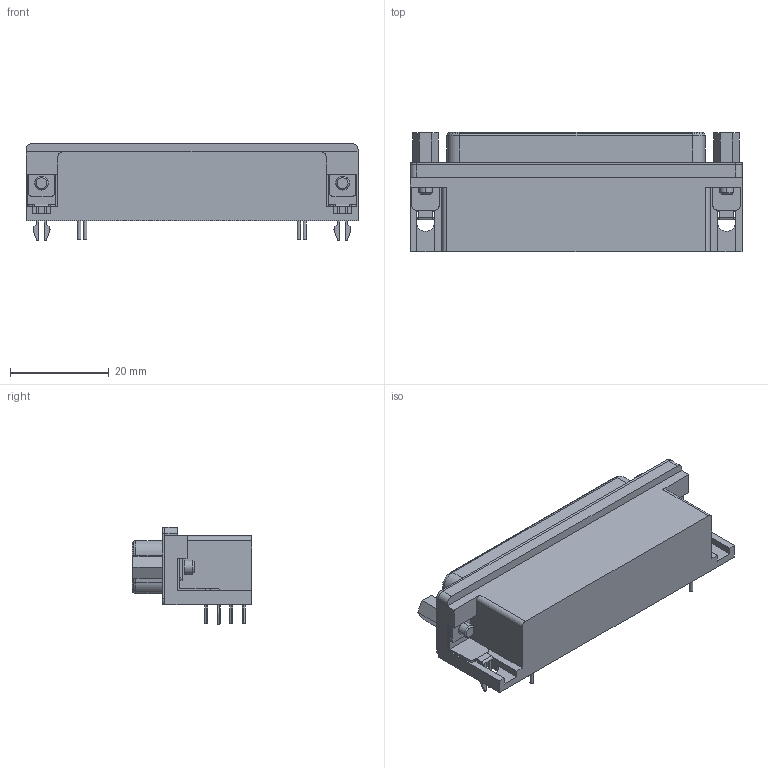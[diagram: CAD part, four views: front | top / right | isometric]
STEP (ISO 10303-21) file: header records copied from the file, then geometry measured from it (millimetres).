
FILE_DESCRIPTION((''),'2;1');
FILE_NAME('HARTING_ 09 56 552 7613.stp','2014-12-11T14:51:05',(''),(''),'Mechanical Desktop 2011','Mechanical Desktop 2011',', , ');
FILE_SCHEMA(('AUTOMOTIVE_DESIGN { 1 2 10303 214 1 1 1 1 }'));
Length unit declared in the file: millimetre
Products named in the file (1): Product
Bounding box: 67.4 x 24.2 x 19.75 mm (x, y, z)
Volume: 18741.5 mm3; surface area: 13263.9 mm2
Topology: 28 solids, 28 shells, 415 faces, 1134 edges, 731 vertices
Faces by surface type: cone 160, plane 156, cylinder 72, bspline 27
Entity records: 13679 total; most frequent: CARTESIAN_POINT 2426, DIRECTION 2419, ORIENTED_EDGE 2268, EDGE_CURVE 1134, AXIS2_PLACEMENT_3D 896, VERTEX_POINT 731, VECTOR 627, LINE 627
